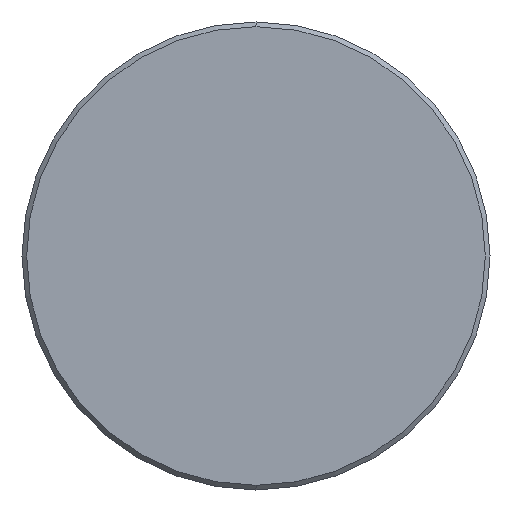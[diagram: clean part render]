
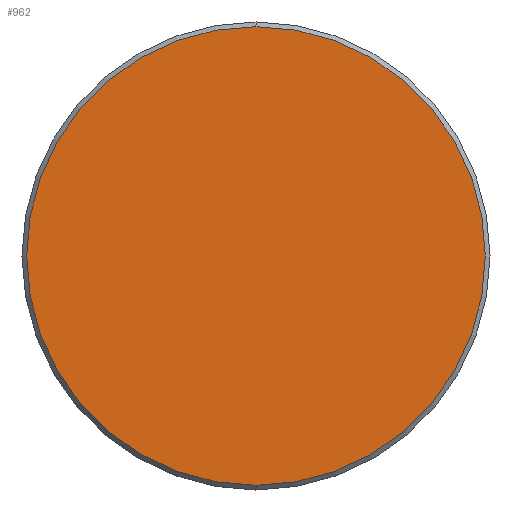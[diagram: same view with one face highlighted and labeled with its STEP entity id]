
A CAD part, left-side view. The second image highlights one B-rep face of the part: STEP entity #962.
In plain terms, the highlighted planar face has unit normal (-1, 0, 0).
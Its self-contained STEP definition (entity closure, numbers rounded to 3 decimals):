
#59 = DIRECTION ( 'NONE',  ( 0., 0., 1. ) ) ;
#99 = CARTESIAN_POINT ( 'NONE',  ( -98.27, 0., 0. ) ) ;
#135 = VERTEX_POINT ( 'NONE', #186 ) ;
#139 = CARTESIAN_POINT ( 'NONE',  ( -98.27, -14.876, -14.876 ) ) ;
#186 = CARTESIAN_POINT ( 'NONE',  ( -98.27, 0., -14.7 ) ) ;
#203 = DIRECTION ( 'NONE',  ( 0., 0., -1. ) ) ;
#228 = AXIS2_PLACEMENT_3D ( 'NONE', #99, #784, #203 ) ;
#260 = ORIENTED_EDGE ( 'NONE', *, *, #496, .T. ) ;
#348 = DIRECTION ( 'NONE',  ( 0., 0., -1. ) ) ;
#352 = FACE_OUTER_BOUND ( 'NONE', #882, .T. ) ;
#467 = CIRCLE ( 'NONE', #490, 14.7 ) ;
#490 = AXIS2_PLACEMENT_3D ( 'NONE', #759, #601, #348 ) ;
#496 = EDGE_CURVE ( 'NONE', #135, #1071, #467, .T. ) ;
#601 = DIRECTION ( 'NONE',  ( -1., 0., 0. ) ) ;
#696 = EDGE_CURVE ( 'NONE', #1071, #135, #779, .T. ) ;
#702 = ORIENTED_EDGE ( 'NONE', *, *, #696, .T. ) ;
#734 = DIRECTION ( 'NONE',  ( -1., 0., 0. ) ) ;
#759 = CARTESIAN_POINT ( 'NONE',  ( -98.27, 0., 0. ) ) ;
#779 = CIRCLE ( 'NONE', #228, 14.7 ) ;
#784 = DIRECTION ( 'NONE',  ( -1., 0., 0. ) ) ;
#882 = EDGE_LOOP ( 'NONE', ( #260, #702 ) ) ;
#923 = CARTESIAN_POINT ( 'NONE',  ( -98.27, 0., 14.7 ) ) ;
#962 = ADVANCED_FACE ( 'NONE', ( #352 ), #1077, .T. ) ;
#1071 = VERTEX_POINT ( 'NONE', #923 ) ;
#1077 = PLANE ( 'NONE',  #1081 ) ;
#1081 = AXIS2_PLACEMENT_3D ( 'NONE', #139, #734, #59 ) ;
